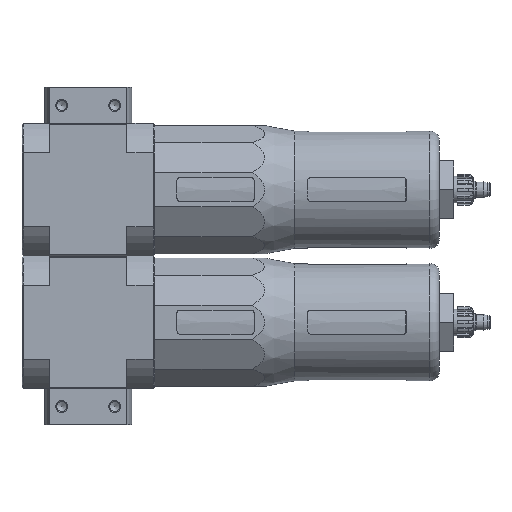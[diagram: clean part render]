
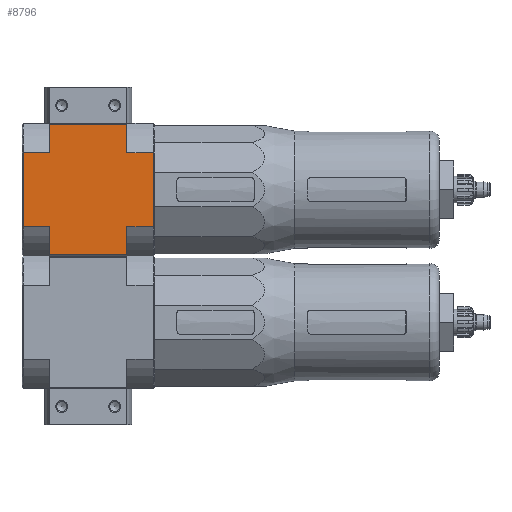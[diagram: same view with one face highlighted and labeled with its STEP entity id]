
A CAD part, left-side view. The second image highlights one B-rep face of the part: STEP entity #8796.
In plain terms, the highlighted face is planar.
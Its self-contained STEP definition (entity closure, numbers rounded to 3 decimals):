
#2146=ORIENTED_EDGE('',*,*,#4057,.T.);
#2147=ORIENTED_EDGE('',*,*,#4054,.F.);
#2148=ORIENTED_EDGE('',*,*,#4074,.T.);
#2149=ORIENTED_EDGE('',*,*,#4052,.F.);
#2150=ORIENTED_EDGE('',*,*,#4047,.T.);
#2151=ORIENTED_EDGE('',*,*,#4044,.F.);
#2152=ORIENTED_EDGE('',*,*,#4042,.F.);
#2153=ORIENTED_EDGE('',*,*,#4039,.T.);
#2154=ORIENTED_EDGE('',*,*,#4037,.F.);
#2155=ORIENTED_EDGE('',*,*,#4035,.T.);
#2156=ORIENTED_EDGE('',*,*,#4033,.F.);
#2157=ORIENTED_EDGE('',*,*,#4031,.T.);
#4031=EDGE_CURVE('',#5110,#5112,#5864,.T.);
#4033=EDGE_CURVE('',#5110,#5114,#5866,.T.);
#4035=EDGE_CURVE('',#5073,#5114,#5867,.T.);
#4037=EDGE_CURVE('',#5073,#5079,#5869,.T.);
#4039=EDGE_CURVE('',#5116,#5079,#5871,.F.);
#4042=EDGE_CURVE('',#5116,#5118,#5873,.T.);
#4044=EDGE_CURVE('',#5118,#5119,#5875,.T.);
#4047=EDGE_CURVE('',#5121,#5119,#5878,.T.);
#4052=EDGE_CURVE('',#5121,#5123,#5881,.F.);
#4054=EDGE_CURVE('',#5126,#5127,#5882,.T.);
#4057=EDGE_CURVE('',#5112,#5127,#5884,.T.);
#4074=EDGE_CURVE('',#5126,#5123,#5889,.T.);
#5073=VERTEX_POINT('',#16297);
#5079=VERTEX_POINT('',#16323);
#5110=VERTEX_POINT('',#16421);
#5112=VERTEX_POINT('',#16425);
#5114=VERTEX_POINT('',#16431);
#5116=VERTEX_POINT('',#16442);
#5118=VERTEX_POINT('',#16448);
#5119=VERTEX_POINT('',#16452);
#5121=VERTEX_POINT('',#16458);
#5123=VERTEX_POINT('',#16464);
#5126=VERTEX_POINT('',#16471);
#5127=VERTEX_POINT('',#16473);
#5864=LINE('',#16426,#6485);
#5866=LINE('',#16430,#6487);
#5867=LINE('',#16434,#6488);
#5869=LINE('',#16437,#6490);
#5871=LINE('',#16441,#6492);
#5873=LINE('',#16447,#6494);
#5875=LINE('',#16451,#6496);
#5878=LINE('',#16457,#6499);
#5881=LINE('',#16467,#6502);
#5882=LINE('',#16472,#6503);
#5884=LINE('',#16478,#6505);
#5889=LINE('',#16535,#6510);
#6485=VECTOR('',#13493,1000.);
#6487=VECTOR('',#13497,1000.);
#6488=VECTOR('',#13502,1000.);
#6490=VECTOR('',#13506,1000.);
#6492=VECTOR('',#13510,1000.);
#6494=VECTOR('',#13516,1000.);
#6496=VECTOR('',#13520,1000.);
#6499=VECTOR('',#13525,1000.);
#6502=VECTOR('',#13534,1000.);
#6503=VECTOR('',#13539,1000.);
#6505=VECTOR('',#13545,1000.);
#6510=VECTOR('',#13574,1000.);
#7158=EDGE_LOOP('',(#2146,#2147,#2148,#2149,#2150,#2151,#2152,#2153,#2154,
#2155,#2156,#2157));
#7882=FACE_BOUND('',#7158,.T.);
#8384=PLANE('',#11827);
#8796=ADVANCED_FACE('',(#7882),#8384,.F.);
#11827=AXIS2_PLACEMENT_3D('',#16534,#13572,#13573);
#13493=DIRECTION('',(0.,-1.,0.));
#13497=DIRECTION('',(-1.,0.,0.));
#13502=DIRECTION('',(0.,-1.,0.));
#13506=DIRECTION('',(-1.,0.,0.));
#13510=DIRECTION('',(0.,-1.,0.));
#13516=DIRECTION('',(-1.,0.,0.));
#13520=DIRECTION('',(0.,-1.,0.));
#13525=DIRECTION('',(-1.,0.,0.));
#13534=DIRECTION('',(0.,1.,0.));
#13539=DIRECTION('',(0.,1.,0.));
#13545=DIRECTION('',(-1.,0.,0.));
#13572=DIRECTION('',(0.,0.,1.));
#13573=DIRECTION('',(1.,0.,0.));
#13574=DIRECTION('',(-1.,0.,0.));
#16297=CARTESIAN_POINT('',(15.362,27.,-27.5));
#16323=CARTESIAN_POINT('',(-15.362,27.,-27.5));
#16421=CARTESIAN_POINT('',(27.,16.,-27.5));
#16425=CARTESIAN_POINT('',(27.,-16.,-27.5));
#16426=CARTESIAN_POINT('',(27.,27.5,-27.5));
#16430=CARTESIAN_POINT('',(27.,16.,-27.5));
#16431=CARTESIAN_POINT('',(15.362,16.,-27.5));
#16434=CARTESIAN_POINT('',(15.362,36.,-27.5));
#16437=CARTESIAN_POINT('',(20.,27.,-27.5));
#16441=CARTESIAN_POINT('',(-15.362,36.,-27.5));
#16442=CARTESIAN_POINT('',(-15.362,16.,-27.5));
#16447=CARTESIAN_POINT('',(27.,16.,-27.5));
#16448=CARTESIAN_POINT('',(-27.,16.,-27.5));
#16451=CARTESIAN_POINT('',(-27.,27.5,-27.5));
#16452=CARTESIAN_POINT('',(-27.,-16.,-27.5));
#16457=CARTESIAN_POINT('',(27.,-16.,-27.5));
#16458=CARTESIAN_POINT('',(-15.362,-16.,-27.5));
#16464=CARTESIAN_POINT('',(-15.362,-27.,-27.5));
#16467=CARTESIAN_POINT('',(-15.362,-36.,-27.5));
#16471=CARTESIAN_POINT('',(15.362,-27.,-27.5));
#16472=CARTESIAN_POINT('',(15.362,-36.,-27.5));
#16473=CARTESIAN_POINT('',(15.362,-16.,-27.5));
#16478=CARTESIAN_POINT('',(27.,-16.,-27.5));
#16534=CARTESIAN_POINT('',(27.,27.5,-27.5));
#16535=CARTESIAN_POINT('',(20.,-27.,-27.5));
